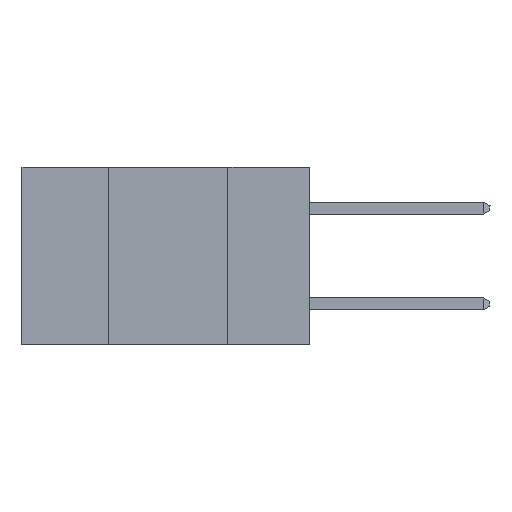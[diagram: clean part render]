
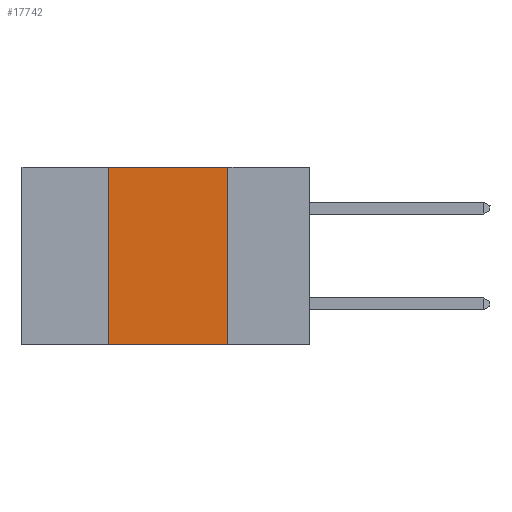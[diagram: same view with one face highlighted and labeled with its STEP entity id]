
A CAD part, left-side view. The second image highlights one B-rep face of the part: STEP entity #17742.
In plain terms, the highlighted planar face has unit normal (-1, 0, 0).
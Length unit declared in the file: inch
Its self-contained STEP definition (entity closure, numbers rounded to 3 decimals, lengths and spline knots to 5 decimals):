
#329 = VECTOR ( 'NONE', #6818, 39.37008 ) ;
#902 = ORIENTED_EDGE ( 'NONE', *, *, #3887, .F. ) ;
#999 = FACE_OUTER_BOUND ( 'NONE', #15517, .T. ) ;
#2668 = AXIS2_PLACEMENT_3D ( 'NONE', #19967, #13990, #21341 ) ;
#3590 = VECTOR ( 'NONE', #7009, 39.37008 ) ;
#3887 = EDGE_CURVE ( 'NONE', #16112, #14125, #7248, .T. ) ;
#5253 = LINE ( 'NONE', #20026, #329 ) ;
#6334 = DIRECTION ( 'NONE',  ( 0., -1., 0. ) ) ;
#6711 = CARTESIAN_POINT ( 'NONE',  ( 0., 0.17, 0. ) ) ;
#6818 = DIRECTION ( 'NONE',  ( 0., -1., 0. ) ) ;
#7009 = DIRECTION ( 'NONE',  ( 0., 0., 1. ) ) ;
#7248 = LINE ( 'NONE', #19754, #3590 ) ;
#7510 = ORIENTED_EDGE ( 'NONE', *, *, #11949, .F. ) ;
#7592 = VERTEX_POINT ( 'NONE', #23131 ) ;
#8820 = VECTOR ( 'NONE', #6334, 39.37008 ) ;
#11168 = CARTESIAN_POINT ( 'NONE',  ( 0., 0.42, 0. ) ) ;
#11706 = EDGE_CURVE ( 'NONE', #16112, #7592, #21129, .T. ) ;
#11949 = EDGE_CURVE ( 'NONE', #14125, #17361, #5253, .T. ) ;
#13990 = DIRECTION ( 'NONE',  ( 1., 0., 0. ) ) ;
#14125 = VERTEX_POINT ( 'NONE', #11168 ) ;
#15138 = DIRECTION ( 'NONE',  ( 0., 0., -1. ) ) ;
#15517 = EDGE_LOOP ( 'NONE', ( #22996, #7510, #902, #18875 ) ) ;
#15863 = VECTOR ( 'NONE', #15138, 39.37008 ) ;
#16112 = VERTEX_POINT ( 'NONE', #21578 ) ;
#16502 = CARTESIAN_POINT ( 'NONE',  ( 0., 0.17, 0. ) ) ;
#17361 = VERTEX_POINT ( 'NONE', #6711 ) ;
#17742 = ADVANCED_FACE ( 'NONE', ( #999 ), #19281, .F. ) ;
#18875 = ORIENTED_EDGE ( 'NONE', *, *, #11706, .T. ) ;
#19281 = PLANE ( 'NONE',  #2668 ) ;
#19440 = CARTESIAN_POINT ( 'NONE',  ( 0., 0.6, -0.37 ) ) ;
#19754 = CARTESIAN_POINT ( 'NONE',  ( 0., 0.42, 0. ) ) ;
#19967 = CARTESIAN_POINT ( 'NONE',  ( 0., 0.6, 0. ) ) ;
#20002 = LINE ( 'NONE', #16502, #15863 ) ;
#20026 = CARTESIAN_POINT ( 'NONE',  ( 0., 0.6, 0. ) ) ;
#21129 = LINE ( 'NONE', #19440, #8820 ) ;
#21341 = DIRECTION ( 'NONE',  ( 0., 0., -1. ) ) ;
#21578 = CARTESIAN_POINT ( 'NONE',  ( 0., 0.42, -0.37 ) ) ;
#22996 = ORIENTED_EDGE ( 'NONE', *, *, #23405, .F. ) ;
#23131 = CARTESIAN_POINT ( 'NONE',  ( 0., 0.17, -0.37 ) ) ;
#23405 = EDGE_CURVE ( 'NONE', #17361, #7592, #20002, .T. ) ;
